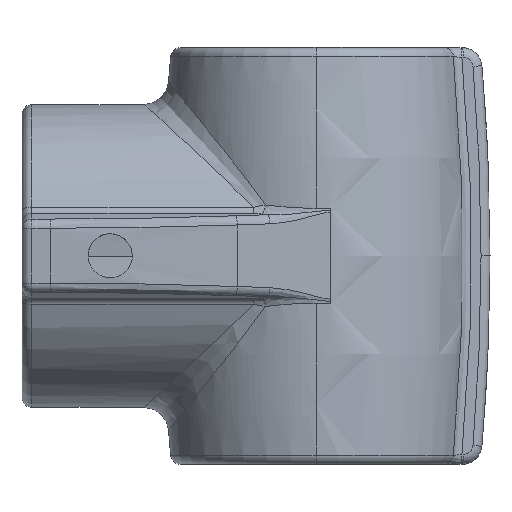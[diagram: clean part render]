
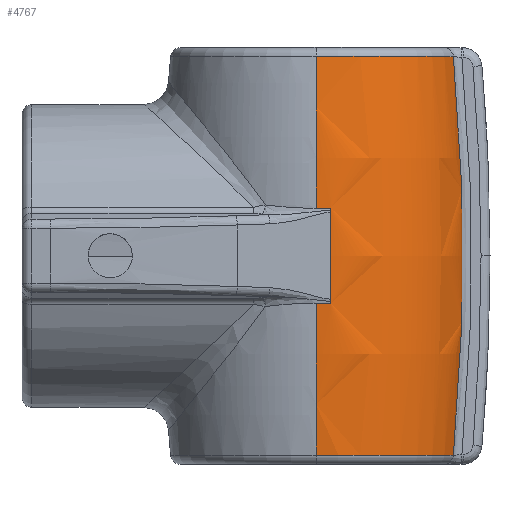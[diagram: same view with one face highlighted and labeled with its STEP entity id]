
A CAD part, top view. The second image highlights one B-rep face of the part: STEP entity #4767.
In plain terms, the highlighted toroidal (fillet/blend) face has major radius 421.062 mm and minor radius 452.562 mm.
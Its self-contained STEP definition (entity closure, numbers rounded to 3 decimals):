
#29 = CARTESIAN_POINT ( 'NONE',  ( 3., -1.422, 31.355 ) ) ;
#90 = DIRECTION ( 'NONE',  ( 0., 0., -1. ) ) ;
#132 = CARTESIAN_POINT ( 'NONE',  ( 0., 9.682, 31.396 ) ) ;
#156 = CARTESIAN_POINT ( 'NONE',  ( 3., 0., 31.357 ) ) ;
#161 = CARTESIAN_POINT ( 'NONE',  ( 3., -9.738, 31.252 ) ) ;
#166 = EDGE_CURVE ( 'NONE', #3299, #4729, #4874, .T. ) ;
#268 = CARTESIAN_POINT ( 'NONE',  ( 3., -9.738, 31.252 ) ) ;
#613 = FACE_OUTER_BOUND ( 'NONE', #1430, .T. ) ;
#771 = DIRECTION ( 'NONE',  ( 0., 0., 1. ) ) ;
#773 = VERTEX_POINT ( 'NONE', #3474 ) ;
#819 = CARTESIAN_POINT ( 'NONE',  ( 3., -5.685, 31.326 ) ) ;
#853 = CARTESIAN_POINT ( 'NONE',  ( 30., -6.782, 9.606 ) ) ;
#868 = TOROIDAL_SURFACE ( 'NONE', #3874, -421.062, 452.562 ) ;
#869 = CARTESIAN_POINT ( 'NONE',  ( 29.347, 27.156, 9.651 ) ) ;
#870 = CIRCLE ( 'NONE', #4233, 452.562 ) ;
#949 = VERTEX_POINT ( 'NONE', #3471 ) ;
#1017 = CARTESIAN_POINT ( 'NONE',  ( 3., 9.738, 31.252 ) ) ;
#1258 = DIRECTION ( 'NONE',  ( 0., 1., 0. ) ) ;
#1430 = EDGE_LOOP ( 'NONE', ( #3945, #2119, #1980, #3586, #5021, #4983, #1944, #2960, #2115 ) ) ;
#1460 = EDGE_CURVE ( 'NONE', #949, #3205, #3182, .T. ) ;
#1463 = CARTESIAN_POINT ( 'NONE',  ( 3., 4.872, 31.339 ) ) ;
#1478 = CARTESIAN_POINT ( 'NONE',  ( 0., 0., -421.062 ) ) ;
#1606 = CARTESIAN_POINT ( 'NONE',  ( 2.002, -9.701, 31.348 ) ) ;
#1632 = DIRECTION ( 'NONE',  ( 0., 0., 1. ) ) ;
#1662 = CARTESIAN_POINT ( 'NONE',  ( 0., 9.682, 31.396 ) ) ;
#1916 = EDGE_CURVE ( 'NONE', #3344, #773, #5382, .T. ) ;
#1944 = ORIENTED_EDGE ( 'NONE', *, *, #1460, .F. ) ;
#1980 = ORIENTED_EDGE ( 'NONE', *, *, #2955, .T. ) ;
#2020 = CARTESIAN_POINT ( 'NONE',  ( 0., -40.68, 0. ) ) ;
#2024 = EDGE_CURVE ( 'NONE', #2527, #949, #3146, .T. ) ;
#2055 = AXIS2_PLACEMENT_3D ( 'NONE', #2020, #2834, #1632 ) ;
#2086 = CARTESIAN_POINT ( 'NONE',  ( 28.024, 40.68, 9.737 ) ) ;
#2092 = VERTEX_POINT ( 'NONE', #5057 ) ;
#2100 = DIRECTION ( 'NONE',  ( 0., -1., 0. ) ) ;
#2115 = ORIENTED_EDGE ( 'NONE', *, *, #5120, .T. ) ;
#2119 = ORIENTED_EDGE ( 'NONE', *, *, #1916, .T. ) ;
#2146 = CARTESIAN_POINT ( 'NONE',  ( 1.002, 9.682, 31.396 ) ) ;
#2214 = CARTESIAN_POINT ( 'NONE',  ( 29.179, -27.145, 9.661 ) ) ;
#2316 = CARTESIAN_POINT ( 'NONE',  ( 3., 1.624, 31.357 ) ) ;
#2330 = DIRECTION ( 'NONE',  ( -1., 0., 0. ) ) ;
#2346 = DIRECTION ( 'NONE',  ( 0., 0., 1. ) ) ;
#2390 = CARTESIAN_POINT ( 'NONE',  ( 3., -9.738, 31.252 ) ) ;
#2405 = B_SPLINE_CURVE_WITH_KNOTS ( 'NONE', 3,
 ( #268, #1606, #5360, #4442 ),
 .UNSPECIFIED., .F., .F.,
 ( 4, 4 ),
 ( 0., 0.003 ),
 .UNSPECIFIED. ) ;
#2527 = VERTEX_POINT ( 'NONE', #161 ) ;
#2565 = CARTESIAN_POINT ( 'NONE',  ( 3., 9.738, 31.252 ) ) ;
#2834 = DIRECTION ( 'NONE',  ( 0., 1., 0. ) ) ;
#2955 = EDGE_CURVE ( 'NONE', #773, #3299, #4335, .T. ) ;
#2960 = ORIENTED_EDGE ( 'NONE', *, *, #2024, .F. ) ;
#2974 = CARTESIAN_POINT ( 'NONE',  ( 29.836, -13.575, 9.618 ) ) ;
#3020 = B_SPLINE_CURVE_WITH_KNOTS ( 'NONE', 3,
 ( #1662, #2146, #5538, #5476 ),
 .UNSPECIFIED., .F., .F.,
 ( 4, 4 ),
 ( 0.01, 0.013 ),
 .UNSPECIFIED. ) ;
#3140 = CIRCLE ( 'NONE', #4530, 452.562 ) ;
#3146 = B_SPLINE_CURVE_WITH_KNOTS ( 'NONE', 3,
 ( #2390, #3375, #819, #5529, #29, #3752, #4182, #3464, #4302 ),
 .UNSPECIFIED., .F., .F.,
 ( 4, 1, 1, 1, 2, 4 ),
 ( 0.648, 0.653, 0.655, 0.656, 0.657, 0.658 ),
 .UNSPECIFIED. ) ;
#3182 = B_SPLINE_CURVE_WITH_KNOTS ( 'NONE', 3,
 ( #156, #2316, #1463, #3595, #1017 ),
 .UNSPECIFIED., .F., .F.,
 ( 4, 1, 4 ),
 ( 0., 0.005, 0.01 ),
 .UNSPECIFIED. ) ;
#3205 = VERTEX_POINT ( 'NONE', #2565 ) ;
#3255 = AXIS2_PLACEMENT_3D ( 'NONE', #3374, #2100, #90 ) ;
#3280 = EDGE_CURVE ( 'NONE', #4595, #3205, #3020, .T. ) ;
#3299 = VERTEX_POINT ( 'NONE', #2086 ) ;
#3328 = CARTESIAN_POINT ( 'NONE',  ( 0., 0., 0. ) ) ;
#3344 = VERTEX_POINT ( 'NONE', #5133 ) ;
#3374 = CARTESIAN_POINT ( 'NONE',  ( 0., 40.68, 0. ) ) ;
#3375 = CARTESIAN_POINT ( 'NONE',  ( 3., -8.117, 31.287 ) ) ;
#3427 = CARTESIAN_POINT ( 'NONE',  ( 29.999, 13.6, 9.606 ) ) ;
#3464 = CARTESIAN_POINT ( 'NONE',  ( 3., -0.205, 31.357 ) ) ;
#3471 = CARTESIAN_POINT ( 'NONE',  ( 3., 0., 31.357 ) ) ;
#3474 = CARTESIAN_POINT ( 'NONE',  ( 28.024, -40.68, 9.737 ) ) ;
#3586 = ORIENTED_EDGE ( 'NONE', *, *, #166, .T. ) ;
#3587 = CARTESIAN_POINT ( 'NONE',  ( 0., 40.68, 29.668 ) ) ;
#3595 = CARTESIAN_POINT ( 'NONE',  ( 3., 8.116, 31.287 ) ) ;
#3655 = DIRECTION ( 'NONE',  ( -1., 0., 0. ) ) ;
#3752 = CARTESIAN_POINT ( 'NONE',  ( 3., -0.813, 31.356 ) ) ;
#3874 = AXIS2_PLACEMENT_3D ( 'NONE', #3328, #1258, #771 ) ;
#3945 = ORIENTED_EDGE ( 'NONE', *, *, #4180, .F. ) ;
#4180 = EDGE_CURVE ( 'NONE', #3344, #2092, #870, .T. ) ;
#4182 = CARTESIAN_POINT ( 'NONE',  ( 3., -0.406, 31.357 ) ) ;
#4233 = AXIS2_PLACEMENT_3D ( 'NONE', #1478, #2330, #2346 ) ;
#4256 = CARTESIAN_POINT ( 'NONE',  ( 28.024, 40.68, 9.737 ) ) ;
#4302 = CARTESIAN_POINT ( 'NONE',  ( 3., 0., 31.357 ) ) ;
#4335 = B_SPLINE_CURVE_WITH_KNOTS ( 'NONE', 3,
 ( #4716, #4697, #2214, #2974, #853, #3427, #869, #4256 ),
 .UNSPECIFIED., .F., .F.,
 ( 4, 2, 2, 4 ),
 ( 0., 0.02, 0.041, 0.081 ),
 .UNSPECIFIED. ) ;
#4396 = EDGE_CURVE ( 'NONE', #4595, #4729, #3140, .T. ) ;
#4442 = CARTESIAN_POINT ( 'NONE',  ( 0., -9.682, 31.396 ) ) ;
#4530 = AXIS2_PLACEMENT_3D ( 'NONE', #4894, #3655, #5070 ) ;
#4595 = VERTEX_POINT ( 'NONE', #132 ) ;
#4697 = CARTESIAN_POINT ( 'NONE',  ( 28.686, -33.918, 9.694 ) ) ;
#4716 = CARTESIAN_POINT ( 'NONE',  ( 28.024, -40.68, 9.737 ) ) ;
#4729 = VERTEX_POINT ( 'NONE', #3587 ) ;
#4767 = ADVANCED_FACE ( 'NONE', ( #613 ), #868, .T. ) ;
#4874 = CIRCLE ( 'NONE', #3255, 29.668 ) ;
#4894 = CARTESIAN_POINT ( 'NONE',  ( 0., 0., -421.062 ) ) ;
#4983 = ORIENTED_EDGE ( 'NONE', *, *, #3280, .T. ) ;
#5021 = ORIENTED_EDGE ( 'NONE', *, *, #4396, .F. ) ;
#5057 = CARTESIAN_POINT ( 'NONE',  ( 0., -9.682, 31.396 ) ) ;
#5070 = DIRECTION ( 'NONE',  ( 0., 0., 1. ) ) ;
#5120 = EDGE_CURVE ( 'NONE', #2527, #2092, #2405, .T. ) ;
#5133 = CARTESIAN_POINT ( 'NONE',  ( 0., -40.68, 29.668 ) ) ;
#5360 = CARTESIAN_POINT ( 'NONE',  ( 1.002, -9.682, 31.396 ) ) ;
#5382 = CIRCLE ( 'NONE', #2055, 29.668 ) ;
#5476 = CARTESIAN_POINT ( 'NONE',  ( 3., 9.738, 31.252 ) ) ;
#5529 = CARTESIAN_POINT ( 'NONE',  ( 3., -2.843, 31.349 ) ) ;
#5538 = CARTESIAN_POINT ( 'NONE',  ( 2.002, 9.701, 31.348 ) ) ;
